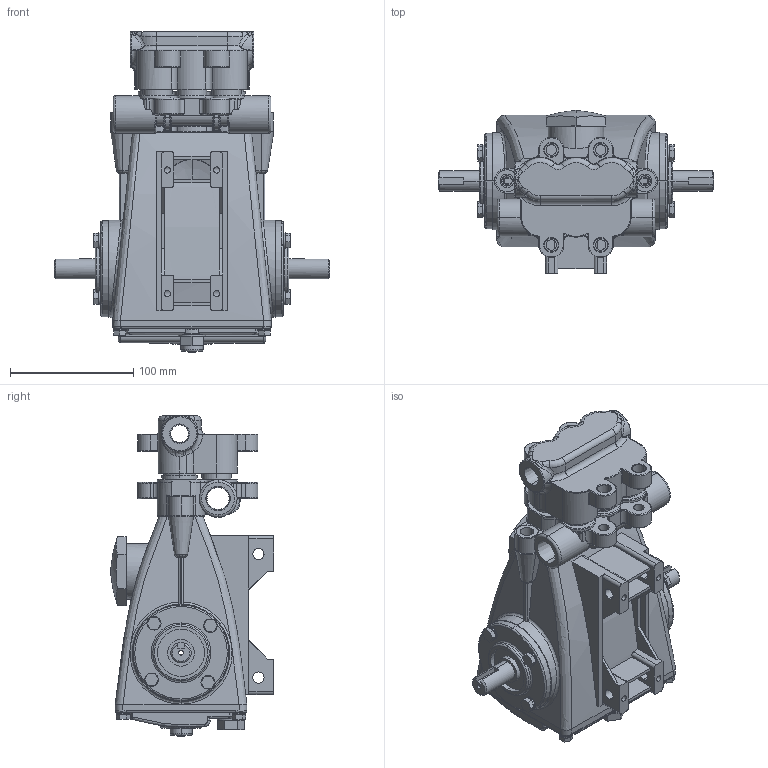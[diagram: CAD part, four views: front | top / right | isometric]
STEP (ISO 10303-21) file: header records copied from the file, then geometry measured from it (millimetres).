
FILE_DESCRIPTION (( 'STEP AP214' ), '1' );
FILE_NAME ('230.STEP', '2014-10-13T20:43:03', ( '' ), ( '' ), 'SwSTEP 2.0', 'SolidWorks 2014', '' );
FILE_SCHEMA (( 'AUTOMOTIVE_DESIGN' ));
Length unit declared in the file: millimetre
Products named in the file (1): 230
Bounding box: 223.01 x 132.08 x 259.54 mm (x, y, z)
Surface area: 188285.2 mm2 (no closed solid volume)
Topology: 0 solids, 16 shells, 1007 faces, 2827 edges, 1702 vertices
Faces by surface type: plane 339, cylinder 336, torus 179, bspline 118, cone 31, sphere 4
Entity records: 49999 total; most frequent: CARTESIAN_POINT 13532, DIRECTION 5548, ORIENTED_EDGE 5103, EDGE_CURVE 2807, AXIS2_PLACEMENT_3D 2210, VERTEX_POINT 1700, CIRCLE 1320, LINE 1128
